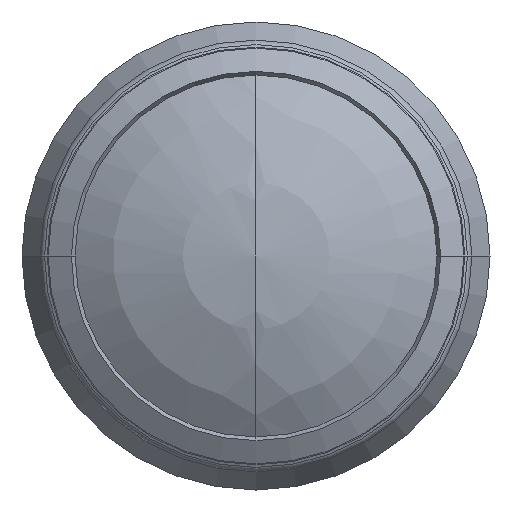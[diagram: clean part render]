
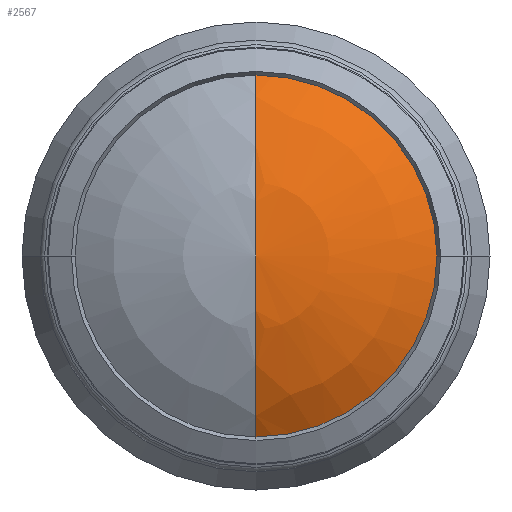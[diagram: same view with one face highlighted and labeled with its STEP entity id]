
A CAD part, left-side view. The second image highlights one B-rep face of the part: STEP entity #2567.
In plain terms, the highlighted spherical face has radius 22.07 mm.
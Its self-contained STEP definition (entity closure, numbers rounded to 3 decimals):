
#2485=CARTESIAN_POINT('',(0.,0.,-15.82));
#2486=DIRECTION('',(0.,1.,0.));
#2487=DIRECTION('',(-0.59,0.,0.807));
#2488=AXIS2_PLACEMENT_3D('',#2485,#2486,#2487);
#2490=CARTESIAN_POINT('',(0.,0.,-15.82));
#2491=DIRECTION('',(0.,-1.,0.));
#2492=DIRECTION('',(0.59,0.,0.807));
#2493=AXIS2_PLACEMENT_3D('',#2490,#2491,#2492);
#2495=CARTESIAN_POINT('',(0.,0.,2.));
#2496=DIRECTION('',(0.,0.,1.));
#2497=DIRECTION('',(-1.,0.,0.));
#2498=AXIS2_PLACEMENT_3D('',#2495,#2496,#2497);
#2506=CARTESIAN_POINT('',(-13.02,0.,2.));
#2508=VERTEX_POINT('',#2506);
#2509=CARTESIAN_POINT('',(0.,0.,6.25));
#2510=VERTEX_POINT('',#2509);
#2512=CARTESIAN_POINT('',(13.02,0.,2.));
#2514=VERTEX_POINT('',#2512);
#2555=CARTESIAN_POINT('',(0.,0.,-15.82));
#2556=DIRECTION('',(0.,0.,-1.));
#2557=DIRECTION('',(1.,0.,0.));
#2558=AXIS2_PLACEMENT_3D('',#2555,#2556,#2557);
#2559=SPHERICAL_SURFACE('',#2558,22.07);
#2561=ORIENTED_EDGE('',*,*,#2560,.T.);
#2563=ORIENTED_EDGE('',*,*,#2562,.F.);
#2564=ORIENTED_EDGE('',*,*,#2548,.F.);
#2565=EDGE_LOOP('',(#2561,#2563,#2564));
#2566=FACE_OUTER_BOUND('',#2565,.F.);
#2567=ADVANCED_FACE('',(#2566),#2559,.T.);
#2489=CIRCLE('',#2488,22.07);
#2494=CIRCLE('',#2493,22.07);
#2499=CIRCLE('',#2498,13.02);
#2548=EDGE_CURVE('',#2508,#2514,#2499,.T.);
#2560=EDGE_CURVE('',#2508,#2510,#2489,.T.);
#2562=EDGE_CURVE('',#2514,#2510,#2494,.T.);
